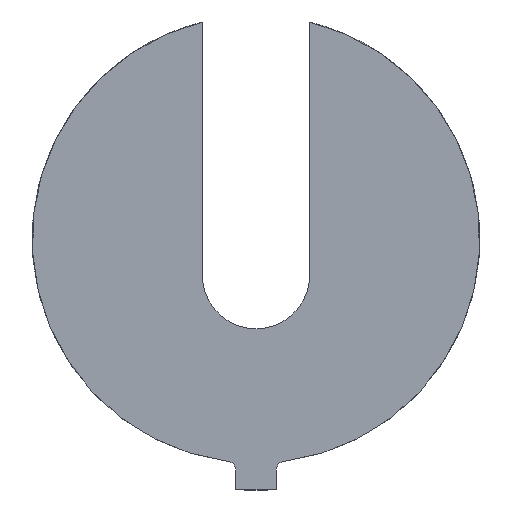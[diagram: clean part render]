
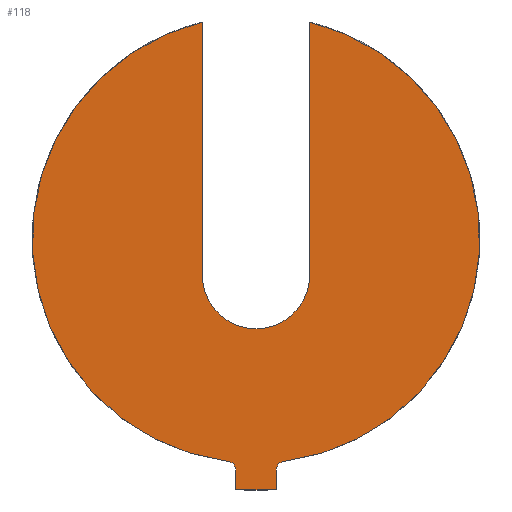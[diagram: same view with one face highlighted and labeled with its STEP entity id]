
A CAD part, top view. The second image highlights one B-rep face of the part: STEP entity #118.
In plain terms, the highlighted planar face has unit normal (0, 0, 1).
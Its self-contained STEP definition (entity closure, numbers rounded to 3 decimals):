
#34=AXIS2_PLACEMENT_3D('Plane Axis2P3D',#31,#32,#33) ;
#38=AXIS2_PLACEMENT_3D('Circle Axis2P3D',#36,#37,$) ;
#47=AXIS2_PLACEMENT_3D('Circle Axis2P3D',#45,#46,$) ;
#75=AXIS2_PLACEMENT_3D('Circle Axis2P3D',#73,#74,$) ;
#82=AXIS2_PLACEMENT_3D('Circle Axis2P3D',#80,#81,$) ;
#96=AXIS2_PLACEMENT_3D('Circle Axis2P3D',#94,#95,$) ;
#31=CARTESIAN_POINT('Axis2P3D Location',(0.,0.,4.)) ;
#36=CARTESIAN_POINT('Axis2P3D Location',(0.,0.,4.)) ;
#40=CARTESIAN_POINT('Vertex',(-6.,24.269,4.)) ;
#42=CARTESIAN_POINT('Vertex',(-3.125,-24.804,4.)) ;
#45=CARTESIAN_POINT('Axis2P3D Location',(-3.25,-25.796,4.)) ;
#49=CARTESIAN_POINT('Vertex',(-2.25,-25.796,4.)) ;
#52=CARTESIAN_POINT('Line Origine',(-2.25,-26.898,4.)) ;
#56=CARTESIAN_POINT('Vertex',(-2.25,-28.,4.)) ;
#59=CARTESIAN_POINT('Line Origine',(0.,-28.,4.)) ;
#63=CARTESIAN_POINT('Vertex',(2.25,-28.,4.)) ;
#66=CARTESIAN_POINT('Line Origine',(2.25,-26.898,4.)) ;
#70=CARTESIAN_POINT('Vertex',(2.25,-25.796,4.)) ;
#73=CARTESIAN_POINT('Axis2P3D Location',(3.25,-25.796,4.)) ;
#77=CARTESIAN_POINT('Vertex',(3.125,-24.804,4.)) ;
#80=CARTESIAN_POINT('Axis2P3D Location',(0.,0.,4.)) ;
#84=CARTESIAN_POINT('Vertex',(6.,24.269,4.)) ;
#87=CARTESIAN_POINT('Line Origine',(6.,10.135,4.)) ;
#91=CARTESIAN_POINT('Vertex',(6.,-4.,4.)) ;
#94=CARTESIAN_POINT('Axis2P3D Location',(0.,-4.,4.)) ;
#98=CARTESIAN_POINT('Vertex',(-6.,-4.,4.)) ;
#101=CARTESIAN_POINT('Line Origine',(-6.,10.135,4.)) ;
#32=DIRECTION('Axis2P3D Direction',(0.,0.,1.)) ;
#33=DIRECTION('Axis2P3D XDirection',(1.,0.,0.)) ;
#37=DIRECTION('Axis2P3D Direction',(0.,0.,1.)) ;
#46=DIRECTION('Axis2P3D Direction',(0.,0.,1.)) ;
#53=DIRECTION('Vector Direction',(0.,-1.,0.)) ;
#60=DIRECTION('Vector Direction',(1.,0.,0.)) ;
#67=DIRECTION('Vector Direction',(0.,-1.,0.)) ;
#74=DIRECTION('Axis2P3D Direction',(0.,0.,1.)) ;
#81=DIRECTION('Axis2P3D Direction',(0.,0.,1.)) ;
#88=DIRECTION('Vector Direction',(0.,-1.,0.)) ;
#95=DIRECTION('Axis2P3D Direction',(0.,0.,1.)) ;
#102=DIRECTION('Vector Direction',(0.,-1.,0.)) ;
#54=VECTOR('Line Direction',#53,1.) ;
#61=VECTOR('Line Direction',#60,1.) ;
#68=VECTOR('Line Direction',#67,1.) ;
#89=VECTOR('Line Direction',#88,1.) ;
#103=VECTOR('Line Direction',#102,1.) ;
#107=ORIENTED_EDGE('',*,*,#44,.T.) ;
#108=ORIENTED_EDGE('',*,*,#51,.T.) ;
#109=ORIENTED_EDGE('',*,*,#58,.T.) ;
#110=ORIENTED_EDGE('',*,*,#65,.T.) ;
#111=ORIENTED_EDGE('',*,*,#72,.T.) ;
#112=ORIENTED_EDGE('',*,*,#79,.T.) ;
#113=ORIENTED_EDGE('',*,*,#86,.T.) ;
#114=ORIENTED_EDGE('',*,*,#93,.T.) ;
#115=ORIENTED_EDGE('',*,*,#100,.T.) ;
#116=ORIENTED_EDGE('',*,*,#105,.T.) ;
#118=ADVANCED_FACE('PartBody',(#117),#35,.T.) ;
#39=CIRCLE('generated circle',#38,25.) ;
#48=CIRCLE('generated circle',#47,1.) ;
#76=CIRCLE('generated circle',#75,1.) ;
#83=CIRCLE('generated circle',#82,25.) ;
#97=CIRCLE('generated circle',#96,6.) ;
#44=EDGE_CURVE('',#41,#43,#39,.T.) ;
#51=EDGE_CURVE('',#43,#50,#48,.F.) ;
#58=EDGE_CURVE('',#50,#57,#55,.T.) ;
#65=EDGE_CURVE('',#57,#64,#62,.T.) ;
#72=EDGE_CURVE('',#64,#71,#69,.F.) ;
#79=EDGE_CURVE('',#71,#78,#76,.F.) ;
#86=EDGE_CURVE('',#78,#85,#83,.T.) ;
#93=EDGE_CURVE('',#85,#92,#90,.T.) ;
#100=EDGE_CURVE('',#92,#99,#97,.F.) ;
#105=EDGE_CURVE('',#99,#41,#104,.F.) ;
#106=EDGE_LOOP('',(#107,#108,#109,#110,#111,#112,#113,#114,#115,#116)) ;
#117=FACE_OUTER_BOUND('',#106,.T.) ;
#55=LINE('Line',#52,#54) ;
#62=LINE('Line',#59,#61) ;
#69=LINE('Line',#66,#68) ;
#90=LINE('Line',#87,#89) ;
#104=LINE('Line',#101,#103) ;
#35=PLANE('',#34) ;
#41=VERTEX_POINT('',#40) ;
#43=VERTEX_POINT('',#42) ;
#50=VERTEX_POINT('',#49) ;
#57=VERTEX_POINT('',#56) ;
#64=VERTEX_POINT('',#63) ;
#71=VERTEX_POINT('',#70) ;
#78=VERTEX_POINT('',#77) ;
#85=VERTEX_POINT('',#84) ;
#92=VERTEX_POINT('',#91) ;
#99=VERTEX_POINT('',#98) ;
